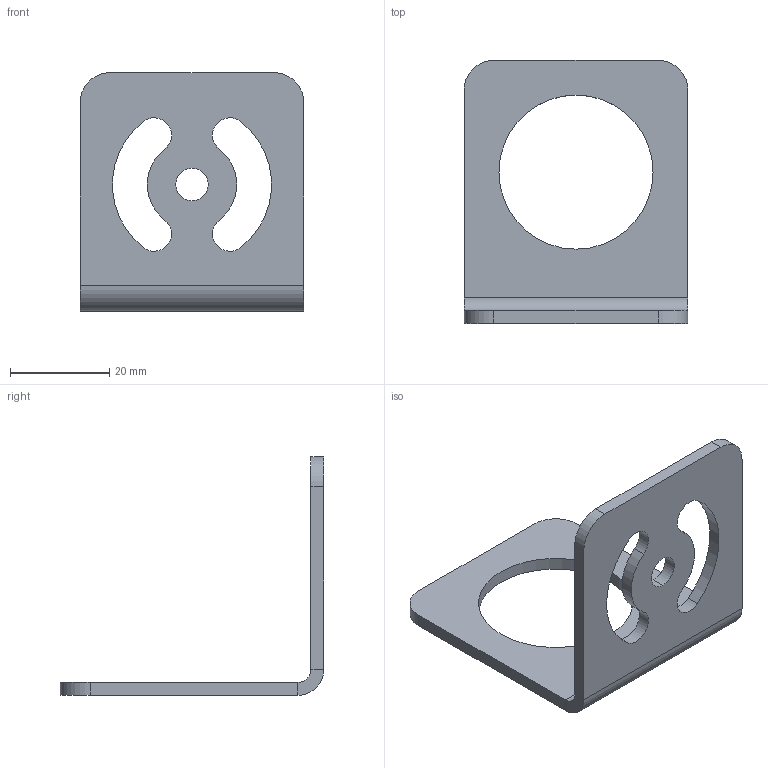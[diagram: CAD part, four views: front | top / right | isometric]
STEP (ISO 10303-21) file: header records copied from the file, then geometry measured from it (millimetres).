
FILE_DESCRIPTION((''),'2;1');
FILE_NAME('141788_SW','2008-08-11T',('banengservice'),('BANNER ENGINEERING'),'PRO/ENGINEER BY PARAMETRIC TECHNOLOGY CORPORATION, 2006170','PRO/ENGINEER BY PARAMETRIC TECHNOLOGY CORPORATION, 2006170','');
FILE_SCHEMA(('CONFIG_CONTROL_DESIGN'));
Length unit declared in the file: inch
Products named in the file (1): 141788_SW
Bounding box: 45 x 53 x 48 mm (x, y, z)
Volume: 8151.6 mm3; surface area: 7648.3 mm2
Topology: 1 solids, 1 shells, 368 faces, 1042 edges, 692 vertices
Faces by surface type: plane 350, cylinder 18
Entity records: 11754 total; most frequent: CARTESIAN_POINT 2102, ORIENTED_EDGE 2084, DIRECTION 1814, EDGE_CURVE 1042, VECTOR 1006, LINE 1006, VERTEX_POINT 692, AXIS2_PLACEMENT_3D 404
